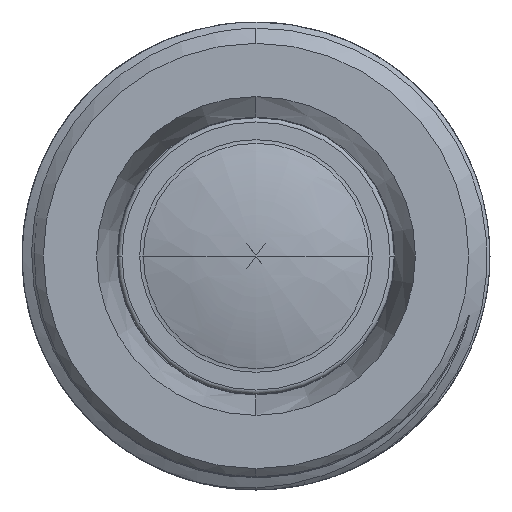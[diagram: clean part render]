
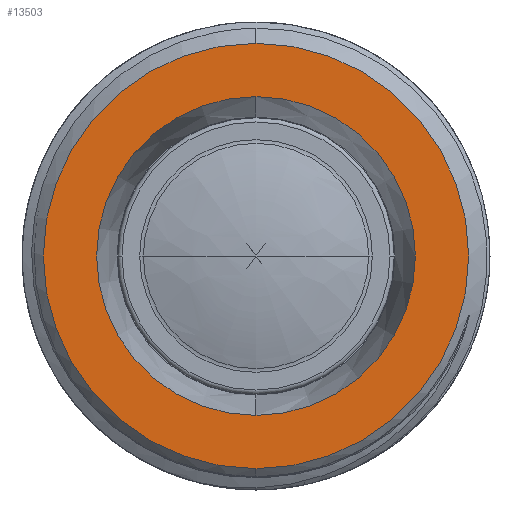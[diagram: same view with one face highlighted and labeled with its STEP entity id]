
A CAD part, left-side view. The second image highlights one B-rep face of the part: STEP entity #13503.
In plain terms, the highlighted planar face has unit normal (-1, 0, 0).
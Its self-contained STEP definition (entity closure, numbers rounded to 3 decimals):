
#926 = CARTESIAN_POINT ( 'NONE',  ( -1.351, 0., -3.747 ) ) ;
#930 = ORIENTED_EDGE ( 'NONE', *, *, #4674, .T. ) ;
#1233 = DIRECTION ( 'NONE',  ( 0., 0., -1. ) ) ;
#1975 = CARTESIAN_POINT ( 'NONE',  ( -1.351, 0., -5. ) ) ;
#2105 = FACE_BOUND ( 'NONE', #8037, .T. ) ;
#2663 = CIRCLE ( 'NONE', #7499, 5. ) ;
#2694 = VERTEX_POINT ( 'NONE', #1975 ) ;
#3730 = ORIENTED_EDGE ( 'NONE', *, *, #15725, .F. ) ;
#3754 = DIRECTION ( 'NONE',  ( 0., 0., 1. ) ) ;
#4208 = CARTESIAN_POINT ( 'NONE',  ( -1.351, 0., 0. ) ) ;
#4674 = EDGE_CURVE ( 'NONE', #13292, #10529, #6108, .T. ) ;
#4930 = DIRECTION ( 'NONE',  ( 0., 0., 1. ) ) ;
#5425 = DIRECTION ( 'NONE',  ( 0., -1., 0. ) ) ;
#5567 = DIRECTION ( 'NONE',  ( 0., 0., -1. ) ) ;
#5633 = PLANE ( 'NONE',  #6170 ) ;
#6108 = CIRCLE ( 'NONE', #13173, 3.747 ) ;
#6170 = AXIS2_PLACEMENT_3D ( 'NONE', #4208, #15275, #5425 ) ;
#6705 = CIRCLE ( 'NONE', #15288, 5. ) ;
#6736 = EDGE_CURVE ( 'NONE', #10529, #13292, #7074, .T. ) ;
#6870 = ORIENTED_EDGE ( 'NONE', *, *, #13610, .F. ) ;
#7074 = CIRCLE ( 'NONE', #13396, 3.747 ) ;
#7499 = AXIS2_PLACEMENT_3D ( 'NONE', #11318, #14825, #3754 ) ;
#7636 = EDGE_LOOP ( 'NONE', ( #3730, #6870 ) ) ;
#7920 = DIRECTION ( 'NONE',  ( 1., 0., 0. ) ) ;
#8037 = EDGE_LOOP ( 'NONE', ( #930, #12394 ) ) ;
#8558 = CARTESIAN_POINT ( 'NONE',  ( -1.351, 0., 5. ) ) ;
#9817 = DIRECTION ( 'NONE',  ( 1., 0., 0. ) ) ;
#10529 = VERTEX_POINT ( 'NONE', #926 ) ;
#11103 = CARTESIAN_POINT ( 'NONE',  ( -1.351, 0., 0. ) ) ;
#11318 = CARTESIAN_POINT ( 'NONE',  ( -1.351, 0., 0. ) ) ;
#11721 = VERTEX_POINT ( 'NONE', #8558 ) ;
#12028 = FACE_OUTER_BOUND ( 'NONE', #7636, .T. ) ;
#12250 = CARTESIAN_POINT ( 'NONE',  ( -1.351, 0., 0. ) ) ;
#12394 = ORIENTED_EDGE ( 'NONE', *, *, #6736, .T. ) ;
#12805 = CARTESIAN_POINT ( 'NONE',  ( -1.351, 0., 0. ) ) ;
#13173 = AXIS2_PLACEMENT_3D ( 'NONE', #11103, #14722, #4930 ) ;
#13292 = VERTEX_POINT ( 'NONE', #13629 ) ;
#13396 = AXIS2_PLACEMENT_3D ( 'NONE', #12805, #7920, #5567 ) ;
#13503 = ADVANCED_FACE ( 'NONE', ( #12028, #2105 ), #5633, .T. ) ;
#13610 = EDGE_CURVE ( 'NONE', #11721, #2694, #2663, .T. ) ;
#13629 = CARTESIAN_POINT ( 'NONE',  ( -1.351, 0., 3.747 ) ) ;
#14722 = DIRECTION ( 'NONE',  ( 1., 0., 0. ) ) ;
#14825 = DIRECTION ( 'NONE',  ( 1., 0., 0. ) ) ;
#15275 = DIRECTION ( 'NONE',  ( -1., 0., 0. ) ) ;
#15288 = AXIS2_PLACEMENT_3D ( 'NONE', #12250, #9817, #1233 ) ;
#15725 = EDGE_CURVE ( 'NONE', #2694, #11721, #6705, .T. ) ;
